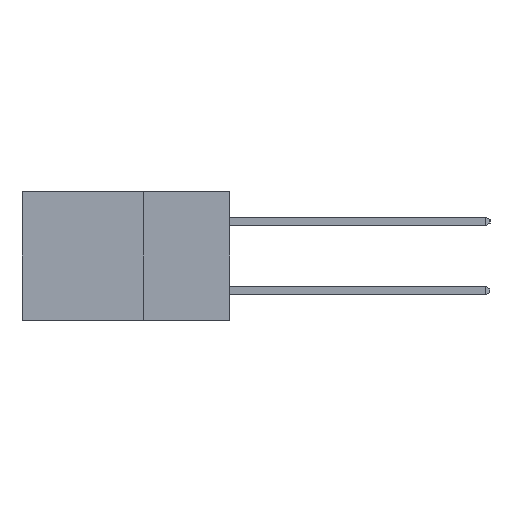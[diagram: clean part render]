
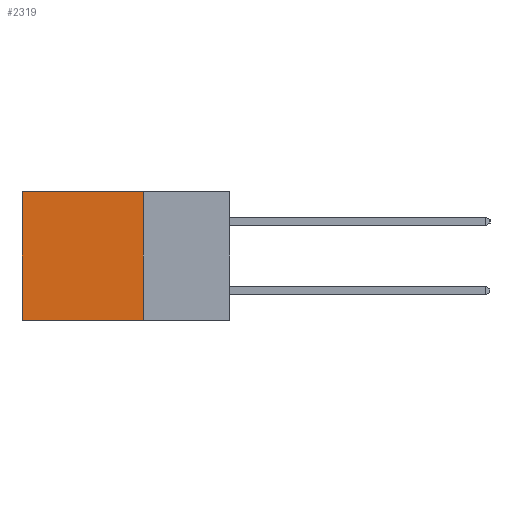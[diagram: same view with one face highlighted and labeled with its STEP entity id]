
A CAD part, left-side view. The second image highlights one B-rep face of the part: STEP entity #2319.
In plain terms, the highlighted planar face has unit normal (-1, 0, 0).
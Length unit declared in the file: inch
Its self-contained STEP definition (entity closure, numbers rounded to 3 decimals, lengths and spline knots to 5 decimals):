
#743 = ORIENTED_EDGE ( 'NONE', *, *, #9153, .F. ) ;
#1254 = CARTESIAN_POINT ( 'NONE',  ( 0.298, 0.25, 0. ) ) ;
#2175 = ORIENTED_EDGE ( 'NONE', *, *, #8846, .T. ) ;
#2319 = ADVANCED_FACE ( 'NONE', ( #2336 ), #11418, .F. ) ;
#2336 = FACE_OUTER_BOUND ( 'NONE', #2903, .T. ) ;
#2903 = EDGE_LOOP ( 'NONE', ( #2175, #743, #3367, #7095 ) ) ;
#3187 = VECTOR ( 'NONE', #17866, 39.37008 ) ;
#3367 = ORIENTED_EDGE ( 'NONE', *, *, #14242, .F. ) ;
#3946 = VECTOR ( 'NONE', #11493, 39.37008 ) ;
#4678 = VERTEX_POINT ( 'NONE', #7961 ) ;
#5518 = AXIS2_PLACEMENT_3D ( 'NONE', #6688, #17562, #16769 ) ;
#5723 = VECTOR ( 'NONE', #12220, 39.37008 ) ;
#6688 = CARTESIAN_POINT ( 'NONE',  ( 0.298, 0.25, 0. ) ) ;
#7095 = ORIENTED_EDGE ( 'NONE', *, *, #11752, .T. ) ;
#7203 = VECTOR ( 'NONE', #9763, 39.37008 ) ;
#7777 = LINE ( 'NONE', #8653, #3946 ) ;
#7945 = CARTESIAN_POINT ( 'NONE',  ( 0.298, 0.25, -0.37 ) ) ;
#7961 = CARTESIAN_POINT ( 'NONE',  ( 0.298, 0.25, 0. ) ) ;
#8605 = CARTESIAN_POINT ( 'NONE',  ( 0.298, 0.6, -0.37 ) ) ;
#8653 = CARTESIAN_POINT ( 'NONE',  ( 0.298, 0.6, 0. ) ) ;
#8846 = EDGE_CURVE ( 'NONE', #9978, #13644, #7777, .T. ) ;
#9153 = EDGE_CURVE ( 'NONE', #12644, #13644, #10436, .T. ) ;
#9763 = DIRECTION ( 'NONE',  ( 0., 0., -1. ) ) ;
#9866 = CARTESIAN_POINT ( 'NONE',  ( 0.298, 0.6, 0. ) ) ;
#9978 = VERTEX_POINT ( 'NONE', #9866 ) ;
#10436 = LINE ( 'NONE', #7945, #5723 ) ;
#11418 = PLANE ( 'NONE',  #5518 ) ;
#11493 = DIRECTION ( 'NONE',  ( 0., 0., -1. ) ) ;
#11752 = EDGE_CURVE ( 'NONE', #4678, #9978, #18301, .T. ) ;
#12220 = DIRECTION ( 'NONE',  ( 0., 1., 0. ) ) ;
#12640 = CARTESIAN_POINT ( 'NONE',  ( 0.298, 0.25, -0.37 ) ) ;
#12644 = VERTEX_POINT ( 'NONE', #12640 ) ;
#13644 = VERTEX_POINT ( 'NONE', #8605 ) ;
#14242 = EDGE_CURVE ( 'NONE', #4678, #12644, #15228, .T. ) ;
#15228 = LINE ( 'NONE', #1254, #7203 ) ;
#16458 = CARTESIAN_POINT ( 'NONE',  ( 0.298, 0.25, 0. ) ) ;
#16769 = DIRECTION ( 'NONE',  ( 0., 0., -1. ) ) ;
#17562 = DIRECTION ( 'NONE',  ( 1., 0., 0. ) ) ;
#17866 = DIRECTION ( 'NONE',  ( 0., 1., 0. ) ) ;
#18301 = LINE ( 'NONE', #16458, #3187 ) ;
